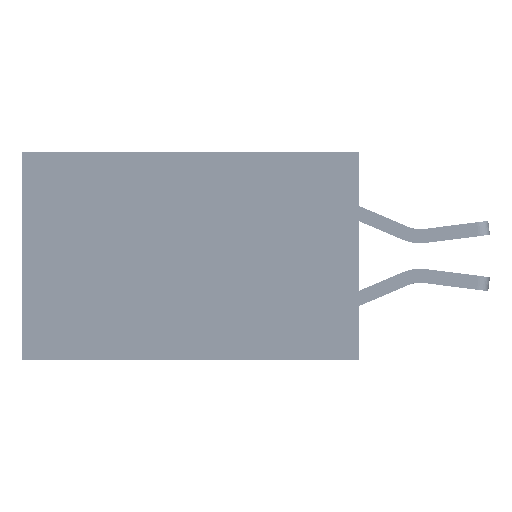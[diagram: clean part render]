
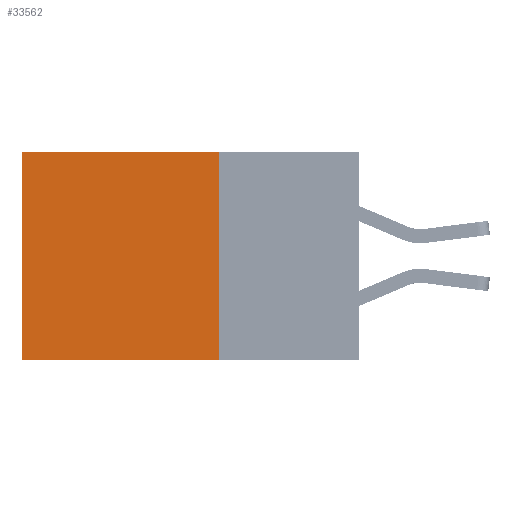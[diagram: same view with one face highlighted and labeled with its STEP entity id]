
A CAD part, left-side view. The second image highlights one B-rep face of the part: STEP entity #33562.
In plain terms, the highlighted planar face has unit normal (-1, 0, 0).
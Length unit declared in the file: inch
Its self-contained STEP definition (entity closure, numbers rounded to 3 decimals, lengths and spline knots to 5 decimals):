
#176 = CARTESIAN_POINT ( 'NONE',  ( 0.2875, 0.25, 0. ) ) ;
#2431 = VECTOR ( 'NONE', #10001, 39.37008 ) ;
#3211 = CARTESIAN_POINT ( 'NONE',  ( 0.2875, 0.25, 0. ) ) ;
#3317 = CARTESIAN_POINT ( 'NONE',  ( 0.2875, 0.25, -0.37 ) ) ;
#3347 = DIRECTION ( 'NONE',  ( 0., 0., -1. ) ) ;
#6356 = CARTESIAN_POINT ( 'NONE',  ( 0.2875, 0.25, 0. ) ) ;
#6431 = EDGE_CURVE ( 'NONE', #25804, #17934, #10010, .T. ) ;
#7628 = CARTESIAN_POINT ( 'NONE',  ( 0.2875, 0.6, 0. ) ) ;
#8755 = PLANE ( 'NONE',  #39503 ) ;
#9352 = DIRECTION ( 'NONE',  ( 0., 1., 0. ) ) ;
#10001 = DIRECTION ( 'NONE',  ( 0., 1., 0. ) ) ;
#10010 = LINE ( 'NONE', #6356, #11980 ) ;
#11980 = VECTOR ( 'NONE', #3347, 39.37008 ) ;
#12659 = EDGE_LOOP ( 'NONE', ( #26736, #19818, #39870, #17676 ) ) ;
#17006 = VECTOR ( 'NONE', #9352, 39.37008 ) ;
#17530 = CARTESIAN_POINT ( 'NONE',  ( 0.2875, 0.6, -0.37 ) ) ;
#17676 = ORIENTED_EDGE ( 'NONE', *, *, #19670, .T. ) ;
#17934 = VERTEX_POINT ( 'NONE', #19567 ) ;
#19567 = CARTESIAN_POINT ( 'NONE',  ( 0.2875, 0.25, -0.37 ) ) ;
#19670 = EDGE_CURVE ( 'NONE', #25804, #22427, #25315, .T. ) ;
#19818 = ORIENTED_EDGE ( 'NONE', *, *, #31323, .F. ) ;
#22427 = VERTEX_POINT ( 'NONE', #25950 ) ;
#23844 = CARTESIAN_POINT ( 'NONE',  ( 0.2875, 0.25, 0. ) ) ;
#25125 = FACE_OUTER_BOUND ( 'NONE', #12659, .T. ) ;
#25315 = LINE ( 'NONE', #3211, #17006 ) ;
#25804 = VERTEX_POINT ( 'NONE', #176 ) ;
#25950 = CARTESIAN_POINT ( 'NONE',  ( 0.2875, 0.6, 0. ) ) ;
#26657 = DIRECTION ( 'NONE',  ( 0., 0., -1. ) ) ;
#26736 = ORIENTED_EDGE ( 'NONE', *, *, #27474, .T. ) ;
#27474 = EDGE_CURVE ( 'NONE', #22427, #33054, #38661, .T. ) ;
#30220 = DIRECTION ( 'NONE',  ( 0., 0., -1. ) ) ;
#30488 = DIRECTION ( 'NONE',  ( 1., 0., 0. ) ) ;
#31323 = EDGE_CURVE ( 'NONE', #17934, #33054, #36037, .T. ) ;
#33054 = VERTEX_POINT ( 'NONE', #17530 ) ;
#33562 = ADVANCED_FACE ( 'NONE', ( #25125 ), #8755, .F. ) ;
#35728 = VECTOR ( 'NONE', #26657, 39.37008 ) ;
#36037 = LINE ( 'NONE', #3317, #2431 ) ;
#38661 = LINE ( 'NONE', #7628, #35728 ) ;
#39503 = AXIS2_PLACEMENT_3D ( 'NONE', #23844, #30488, #30220 ) ;
#39870 = ORIENTED_EDGE ( 'NONE', *, *, #6431, .F. ) ;
